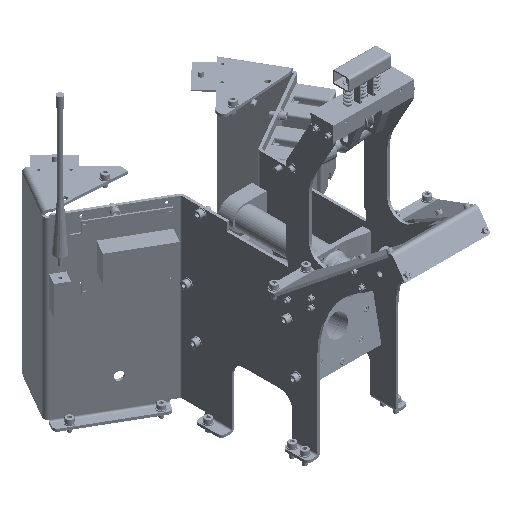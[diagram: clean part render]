
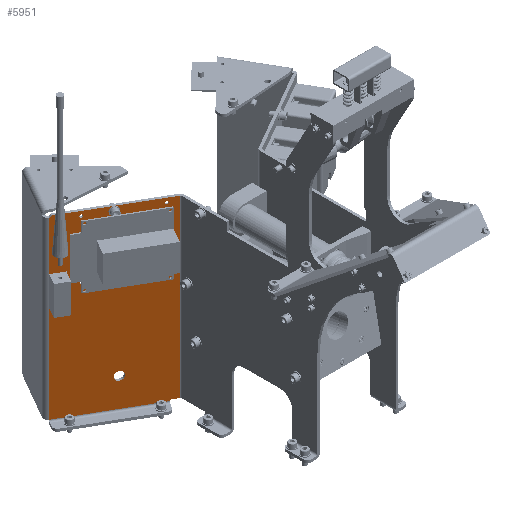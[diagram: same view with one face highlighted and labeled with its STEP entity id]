
A CAD part, isometric view. The second image highlights one B-rep face of the part: STEP entity #5951.
In plain terms, the highlighted planar face has unit normal (-0.5, -0.866, 0).
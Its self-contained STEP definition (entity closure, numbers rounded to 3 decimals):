
#3704=CARTESIAN_POINT('',(-46.178,213.791,39.));
#3705=VERTEX_POINT('',#3704);
#3706=CARTESIAN_POINT('',(-50.508,216.291,39.));
#3707=DIRECTION('',(0.5,0.866,0.));
#3708=DIRECTION('',(0.866,-0.5,0.));
#3709=AXIS2_PLACEMENT_3D('',#3706,#3707,#3708);
#3710=CIRCLE('',#3709,5.);
#3711=EDGE_CURVE('',#3705,#3705,#3710,.T.);
#3732=CARTESIAN_POINT('',(-46.178,213.791,177.0));
#3733=VERTEX_POINT('',#3732);
#3734=CARTESIAN_POINT('',(-50.508,216.291,177.0));
#3735=DIRECTION('',(0.5,0.866,0.));
#3736=DIRECTION('',(0.866,-0.5,0.));
#3737=AXIS2_PLACEMENT_3D('',#3734,#3735,#3736);
#3738=CIRCLE('',#3737,5.);
#3739=EDGE_CURVE('',#3733,#3733,#3738,.T.);
#4921=CARTESIAN_POINT('',(-95.455,242.241,125.0));
#4922=VERTEX_POINT('',#4921);
#4923=CARTESIAN_POINT('',(-96.84,243.041,125.0));
#4924=DIRECTION('',(0.5,0.866,0.));
#4925=DIRECTION('',(0.866,-0.5,0.));
#4926=AXIS2_PLACEMENT_3D('',#4923,#4924,#4925);
#4927=CIRCLE('',#4926,1.6);
#4928=EDGE_CURVE('',#4922,#4922,#4927,.T.);
#4969=CARTESIAN_POINT('',(-95.455,242.241,140.0));
#4970=VERTEX_POINT('',#4969);
#4971=CARTESIAN_POINT('',(-96.84,243.041,140.0));
#4972=DIRECTION('',(0.5,0.866,0.));
#4973=DIRECTION('',(0.866,-0.5,0.));
#4974=AXIS2_PLACEMENT_3D('',#4971,#4972,#4973);
#4975=CIRCLE('',#4974,1.6);
#4976=EDGE_CURVE('',#4970,#4970,#4975,.T.);
#5017=CARTESIAN_POINT('',(-13.139,194.716,141.05));
#5018=VERTEX_POINT('',#5017);
#5019=CARTESIAN_POINT('',(-14.525,195.516,141.05));
#5020=DIRECTION('',(0.5,0.866,0.));
#5021=DIRECTION('',(0.866,-0.5,0.));
#5022=AXIS2_PLACEMENT_3D('',#5019,#5020,#5021);
#5023=CIRCLE('',#5022,1.6);
#5024=EDGE_CURVE('',#5018,#5018,#5023,.T.);
#5065=CARTESIAN_POINT('',(-77.831,232.066,141.05));
#5066=VERTEX_POINT('',#5065);
#5067=CARTESIAN_POINT('',(-79.217,232.866,141.05));
#5068=DIRECTION('',(0.5,0.866,0.));
#5069=DIRECTION('',(0.866,-0.5,0.));
#5070=AXIS2_PLACEMENT_3D('',#5067,#5068,#5069);
#5071=CIRCLE('',#5070,1.6);
#5072=EDGE_CURVE('',#5066,#5066,#5071,.T.);
#5113=CARTESIAN_POINT('',(-77.831,232.066,209.75));
#5114=VERTEX_POINT('',#5113);
#5115=CARTESIAN_POINT('',(-79.217,232.866,209.75));
#5116=DIRECTION('',(0.5,0.866,0.));
#5117=DIRECTION('',(0.866,-0.5,0.));
#5118=AXIS2_PLACEMENT_3D('',#5115,#5116,#5117);
#5119=CIRCLE('',#5118,1.6);
#5120=EDGE_CURVE('',#5114,#5114,#5119,.T.);
#5161=CARTESIAN_POINT('',(-13.139,194.716,209.75));
#5162=VERTEX_POINT('',#5161);
#5163=CARTESIAN_POINT('',(-14.525,195.516,209.75));
#5164=DIRECTION('',(0.5,0.866,0.));
#5165=DIRECTION('',(0.866,-0.5,0.));
#5166=AXIS2_PLACEMENT_3D('',#5163,#5164,#5165);
#5167=CIRCLE('',#5166,1.6);
#5168=EDGE_CURVE('',#5162,#5162,#5167,.T.);
#5419=CARTESIAN_POINT('',(-103.336,246.791,5.));
#5420=VERTEX_POINT('',#5419);
#5678=CARTESIAN_POINT('',(-103.336,246.791,213.));
#5679=VERTEX_POINT('',#5678);
#5686=CARTESIAN_POINT('',(-101.604,245.791,215.0));
#5687=VERTEX_POINT('',#5686);
#5688=CARTESIAN_POINT('',(-101.604,245.791,215.0));
#5689=DIRECTION('',(-0.612,0.354,-0.707));
#5690=VECTOR('',#5689,2.828);
#5691=LINE('',#5688,#5690);
#5692=EDGE_CURVE('',#5687,#5679,#5691,.T.);
#5797=CARTESIAN_POINT('',(-4.944,189.984,215.0));
#5798=VERTEX_POINT('',#5797);
#5799=CARTESIAN_POINT('',(-4.944,189.984,215.0));
#5800=DIRECTION('',(-0.866,0.5,0.0));
#5801=VECTOR('',#5800,111.613);
#5802=LINE('',#5799,#5801);
#5803=EDGE_CURVE('',#5798,#5687,#5802,.T.);
#5853=CARTESIAN_POINT('',(-12.403,194.291,6.5));
#5854=VERTEX_POINT('',#5853);
#5861=CARTESIAN_POINT('',(-12.403,194.291,5.));
#5862=VERTEX_POINT('',#5861);
#5863=CARTESIAN_POINT('',(-12.403,194.291,5.));
#5864=DIRECTION('',(0.0,0.0,1.0));
#5865=VECTOR('',#5864,1.5);
#5866=LINE('',#5863,#5865);
#5867=EDGE_CURVE('',#5862,#5854,#5866,.T.);
#5880=CARTESIAN_POINT('',(-3.944,189.407,0.0));
#5881=DIRECTION('',(-0.5,-0.866,0.0));
#5882=DIRECTION('',(0.0,0.0,-1.0));
#5883=AXIS2_PLACEMENT_3D('',#5880,#5881,#5882);
#5884=PLANE('',#5883);
#5885=ORIENTED_EDGE('',*,*,#5692,.T.);
#5886=CARTESIAN_POINT('',(-103.336,246.791,213.));
#5887=DIRECTION('',(0.0,0.0,-1.0));
#5888=VECTOR('',#5887,208.);
#5889=LINE('',#5886,#5888);
#5890=EDGE_CURVE('',#5679,#5420,#5889,.T.);
#5891=ORIENTED_EDGE('',*,*,#5890,.T.);
#5892=CARTESIAN_POINT('',(-103.336,246.791,5.));
#5893=DIRECTION('',(0.866,-0.5,0.0));
#5894=VECTOR('',#5893,105.);
#5895=LINE('',#5892,#5894);
#5896=EDGE_CURVE('',#5420,#5862,#5895,.T.);
#5897=ORIENTED_EDGE('',*,*,#5896,.T.);
#5898=ORIENTED_EDGE('',*,*,#5867,.T.);
#5899=CARTESIAN_POINT('',(-4.944,189.984,6.5));
#5900=VERTEX_POINT('',#5899);
#5901=CARTESIAN_POINT('',(-12.403,194.291,6.5));
#5902=DIRECTION('',(0.866,-0.5,0.0));
#5903=VECTOR('',#5902,8.613);
#5904=LINE('',#5901,#5903);
#5905=EDGE_CURVE('',#5854,#5900,#5904,.T.);
#5906=ORIENTED_EDGE('',*,*,#5905,.T.);
#5907=CARTESIAN_POINT('',(-4.944,189.984,6.5));
#5908=DIRECTION('',(0.0,0.0,1.0));
#5909=VECTOR('',#5908,208.5);
#5910=LINE('',#5907,#5909);
#5911=EDGE_CURVE('',#5900,#5798,#5910,.T.);
#5912=ORIENTED_EDGE('',*,*,#5911,.T.);
#5913=ORIENTED_EDGE('',*,*,#5803,.T.);
#5914=EDGE_LOOP('',(#5885,#5891,#5897,#5898,#5906,#5912,#5913));
#5915=FACE_OUTER_BOUND('',#5914,.T.);
#5916=ORIENTED_EDGE('',*,*,#3711,.T.);
#5917=EDGE_LOOP('',(#5916));
#5918=FACE_BOUND('',#5917,.T.);
#5919=ORIENTED_EDGE('',*,*,#3739,.T.);
#5920=EDGE_LOOP('',(#5919));
#5921=FACE_BOUND('',#5920,.T.);
#5922=ORIENTED_EDGE('',*,*,#4928,.T.);
#5923=EDGE_LOOP('',(#5922));
#5924=FACE_BOUND('',#5923,.T.);
#5925=ORIENTED_EDGE('',*,*,#4976,.T.);
#5926=EDGE_LOOP('',(#5925));
#5927=FACE_BOUND('',#5926,.T.);
#5928=ORIENTED_EDGE('',*,*,#5024,.T.);
#5929=EDGE_LOOP('',(#5928));
#5930=FACE_BOUND('',#5929,.T.);
#5931=ORIENTED_EDGE('',*,*,#5072,.T.);
#5932=EDGE_LOOP('',(#5931));
#5933=FACE_BOUND('',#5932,.T.);
#5934=ORIENTED_EDGE('',*,*,#5120,.T.);
#5935=EDGE_LOOP('',(#5934));
#5936=FACE_BOUND('',#5935,.T.);
#5937=ORIENTED_EDGE('',*,*,#5168,.T.);
#5938=EDGE_LOOP('',(#5937));
#5939=FACE_BOUND('',#5938,.T.);
#5940=CARTESIAN_POINT('',(-52.024,217.166,210.0));
#5941=VERTEX_POINT('',#5940);
#5942=CARTESIAN_POINT('',(-54.405,218.541,210.0));
#5943=DIRECTION('',(0.5,0.866,0.0));
#5944=DIRECTION('',(0.866,-0.5,0.0));
#5945=AXIS2_PLACEMENT_3D('',#5942,#5943,#5944);
#5946=CIRCLE('',#5945,2.75);
#5947=EDGE_CURVE('',#5941,#5941,#5946,.T.);
#5948=ORIENTED_EDGE('',*,*,#5947,.T.);
#5949=EDGE_LOOP('',(#5948));
#5950=FACE_BOUND('',#5949,.T.);
#5951=ADVANCED_FACE('',(#5915,#5918,#5921,#5924,#5927,#5930,#5933,#5936,#5939,#5950),#5884,.T.);
